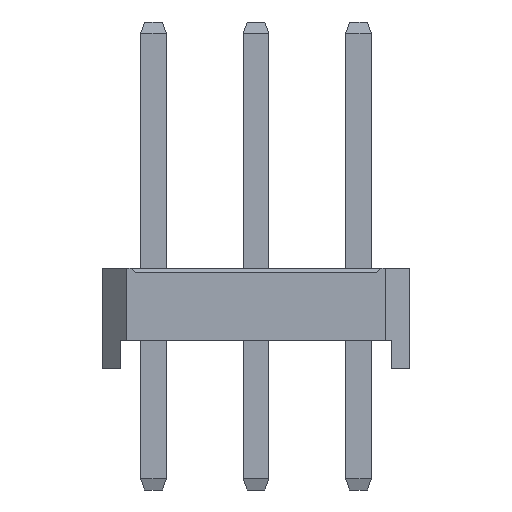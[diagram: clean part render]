
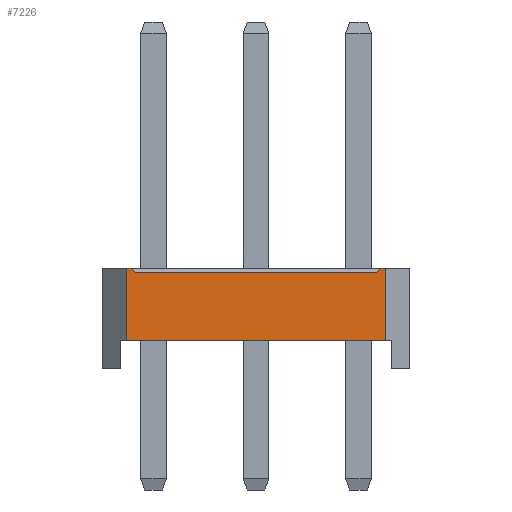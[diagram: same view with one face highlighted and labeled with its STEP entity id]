
A CAD part, left-side view. The second image highlights one B-rep face of the part: STEP entity #7226.
In plain terms, the highlighted planar face has unit normal (-1, 0, 0).
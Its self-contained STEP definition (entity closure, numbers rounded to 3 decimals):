
#7226=ADVANCED_FACE('',(#27283),#27285,.T.);
#27283=FACE_BOUND('',#27284,.T.);
#27284=EDGE_LOOP('',(#42727,#42728,#42729,#42730,#42731,#42732,#42733,#42734));
#27285=PLANE('',#27286);
#27286=AXIS2_PLACEMENT_3D('',#27287,#27288,#27289);
#27287=CARTESIAN_POINT('',(-1.27,5.75,0.));
#27288=DIRECTION('',(-1.,0.,0.));
#27289=DIRECTION('',(0.,-1.,0.));
#42727=ORIENTED_EDGE('',*,*,#52188,.F.);
#42728=ORIENTED_EDGE('',*,*,#52189,.T.);
#42729=ORIENTED_EDGE('',*,*,#52190,.F.);
#42730=ORIENTED_EDGE('',*,*,#49945,.F.);
#42731=ORIENTED_EDGE('',*,*,#52191,.F.);
#42732=ORIENTED_EDGE('',*,*,#49230,.T.);
#42733=ORIENTED_EDGE('',*,*,#52187,.T.);
#42734=ORIENTED_EDGE('',*,*,#49949,.F.);
#49230=EDGE_CURVE('',#54760,#54758,#54761,.T.);
#49945=EDGE_CURVE('',#56188,#56190,#56191,.T.);
#49949=EDGE_CURVE('',#56196,#56198,#56199,.T.);
#52187=EDGE_CURVE('',#54758,#56198,#59877,.T.);
#52188=EDGE_CURVE('',#59878,#56196,#59879,.F.);
#52189=EDGE_CURVE('',#59878,#59880,#59881,.T.);
#52190=EDGE_CURVE('',#56190,#59880,#59882,.F.);
#52191=EDGE_CURVE('',#54760,#56188,#59883,.T.);
#54758=VERTEX_POINT('',#63700);
#54760=VERTEX_POINT('',#63704);
#54761=LINE('',#63705,#63706);
#56188=VERTEX_POINT('',#66560);
#56190=VERTEX_POINT('',#66564);
#56191=LINE('',#66565,#66566);
#56196=VERTEX_POINT('',#66576);
#56198=VERTEX_POINT('',#66580);
#56199=LINE('',#66581,#66582);
#59877=LINE('',#74735,#74736);
#59878=VERTEX_POINT('',#74738);
#59879=LINE('',#74739,#74740);
#59880=VERTEX_POINT('',#74742);
#59881=LINE('',#74743,#74744);
#59882=LINE('',#74746,#74747);
#59883=LINE('',#74749,#74750);
#63700=CARTESIAN_POINT('',(-1.27,-0.67,0.7));
#63704=CARTESIAN_POINT('',(-1.27,5.75,0.7));
#63705=CARTESIAN_POINT('',(-1.27,5.75,0.7));
#63706=VECTOR('',#63707,1.);
#63707=DIRECTION('',(0.,-1.,0.));
#66560=CARTESIAN_POINT('',(-1.27,5.75,2.5));
#66564=CARTESIAN_POINT('',(-1.27,5.63,2.5));
#66565=CARTESIAN_POINT('',(-1.27,5.75,2.5));
#66566=VECTOR('',#66567,1.);
#66567=DIRECTION('',(0.,-1.,0.));
#66576=CARTESIAN_POINT('',(-1.27,-0.55,2.5));
#66580=CARTESIAN_POINT('',(-1.27,-0.67,2.5));
#66581=CARTESIAN_POINT('',(-1.27,-0.55,2.5));
#66582=VECTOR('',#66583,1.);
#66583=DIRECTION('',(0.,-1.,0.));
#74735=CARTESIAN_POINT('',(-1.27,-0.67,0.7));
#74736=VECTOR('',#74737,1.);
#74737=DIRECTION('',(0.,0.,1.));
#74738=CARTESIAN_POINT('',(-1.27,-0.45,2.4));
#74739=CARTESIAN_POINT('',(-1.27,-0.55,2.5));
#74740=VECTOR('',#74741,1.);
#74741=DIRECTION('',(0.,0.707,-0.707));
#74742=CARTESIAN_POINT('',(-1.27,5.53,2.4));
#74743=CARTESIAN_POINT('',(-1.27,-0.45,2.4));
#74744=VECTOR('',#74745,1.);
#74745=DIRECTION('',(0.,1.,0.));
#74746=CARTESIAN_POINT('',(-1.27,5.53,2.4));
#74747=VECTOR('',#74748,1.);
#74748=DIRECTION('',(0.,0.707,0.707));
#74749=CARTESIAN_POINT('',(-1.27,5.75,0.7));
#74750=VECTOR('',#74751,1.);
#74751=DIRECTION('',(0.,0.,1.));
